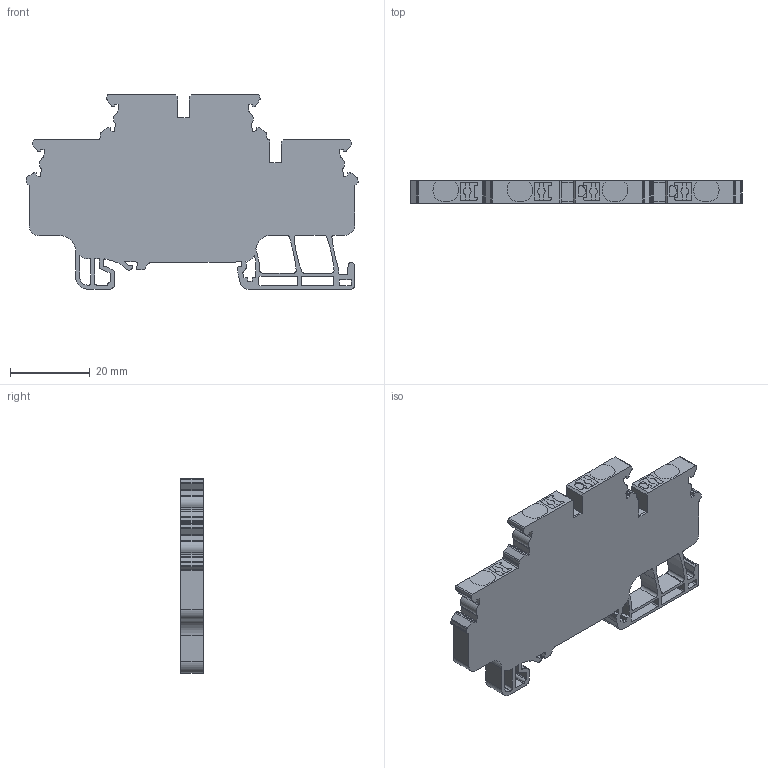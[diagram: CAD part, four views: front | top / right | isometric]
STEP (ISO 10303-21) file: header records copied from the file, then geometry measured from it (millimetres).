
FILE_DESCRIPTION (( 'STEP AP214' ), '1' );
FILE_NAME ('CPDL4.STEP', '2024-11-15T13:14:02', ( '' ), ( '' ), 'SwSTEP 2.0', 'SolidWorks 2022', '' );
FILE_SCHEMA (( 'AUTOMOTIVE_DESIGN' ));
Length unit declared in the file: millimetre
Products named in the file (1): CPDL4
Bounding box: 83.25 x 5.65 x 48.7 mm (x, y, z)
Volume: 15365.2 mm3; surface area: 8392.1 mm2
Topology: 1 solids, 1 shells, 440 faces, 1297 edges, 865 vertices
Faces by surface type: plane 228, cylinder 208, bspline 4
Entity records: 15125 total; most frequent: CARTESIAN_POINT 2709, ORIENTED_EDGE 2594, DIRECTION 2577, EDGE_CURVE 1297, VECTOR 871, LINE 871, VERTEX_POINT 865, AXIS2_PLACEMENT_3D 853
